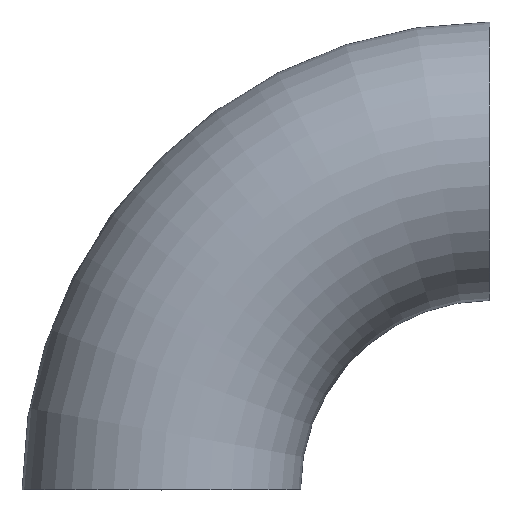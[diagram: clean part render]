
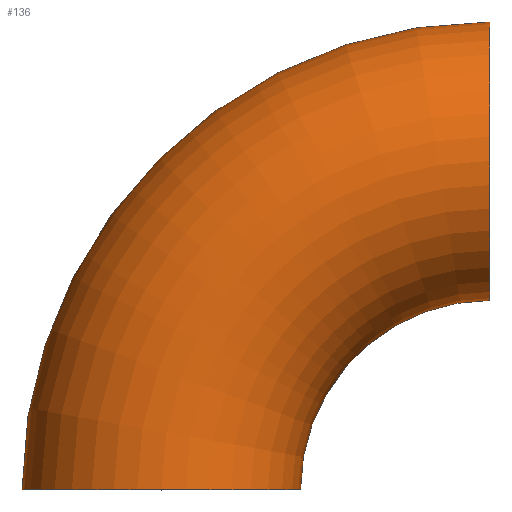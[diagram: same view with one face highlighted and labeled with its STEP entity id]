
A CAD part, top view. The second image highlights one B-rep face of the part: STEP entity #136.
In plain terms, the highlighted toroidal (fillet/blend) face has major radius 57 mm and minor radius 24.15 mm.
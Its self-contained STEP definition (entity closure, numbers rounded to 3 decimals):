
#2 = CARTESIAN_POINT ( 'NONE',  ( 57., 32.85, 0. ) ) ;
#3 = DIRECTION ( 'NONE',  ( 1., 0., 0. ) ) ;
#9 = ORIENTED_EDGE ( 'NONE', *, *, #99, .F. ) ;
#13 = CIRCLE ( 'NONE', #225, 32.85 ) ;
#25 = CARTESIAN_POINT ( 'NONE',  ( 57., 0., 0. ) ) ;
#26 = CARTESIAN_POINT ( 'NONE',  ( -24.15, 0., 0. ) ) ;
#36 = CIRCLE ( 'NONE', #142, 24.15 ) ;
#42 = CARTESIAN_POINT ( 'NONE',  ( 57., 57., 0. ) ) ;
#55 = CARTESIAN_POINT ( 'NONE',  ( 24.15, 0., 0. ) ) ;
#59 = VERTEX_POINT ( 'NONE', #55 ) ;
#62 = CARTESIAN_POINT ( 'NONE',  ( 0., 0., 0. ) ) ;
#78 = CARTESIAN_POINT ( 'NONE',  ( 57., 81.15, 0. ) ) ;
#79 = TOROIDAL_SURFACE ( 'NONE', #102, 57., 24.15 ) ;
#80 = DIRECTION ( 'NONE',  ( 0., 0., 1. ) ) ;
#83 = DIRECTION ( 'NONE',  ( 0., 1., 0. ) ) ;
#86 = VERTEX_POINT ( 'NONE', #78 ) ;
#97 = CARTESIAN_POINT ( 'NONE',  ( 57., 0., 0. ) ) ;
#99 = EDGE_CURVE ( 'NONE', #241, #59, #13, .T. ) ;
#102 = AXIS2_PLACEMENT_3D ( 'NONE', #97, #80, #3 ) ;
#117 = DIRECTION ( 'NONE',  ( 1., 0., 0. ) ) ;
#123 = DIRECTION ( 'NONE',  ( 0., 0., 1. ) ) ;
#136 = ADVANCED_FACE ( 'NONE', ( #160 ), #79, .T. ) ;
#138 = CIRCLE ( 'NONE', #172, 24.15 ) ;
#142 = AXIS2_PLACEMENT_3D ( 'NONE', #42, #154, #177 ) ;
#145 = ORIENTED_EDGE ( 'NONE', *, *, #199, .T. ) ;
#147 = ORIENTED_EDGE ( 'NONE', *, *, #197, .T. ) ;
#148 = AXIS2_PLACEMENT_3D ( 'NONE', #202, #159, #117 ) ;
#154 = DIRECTION ( 'NONE',  ( 1., 0., 0. ) ) ;
#155 = DIRECTION ( 'NONE',  ( 0., 0., 1. ) ) ;
#159 = DIRECTION ( 'NONE',  ( 0., 0., 1. ) ) ;
#160 = FACE_OUTER_BOUND ( 'NONE', #251, .T. ) ;
#171 = VERTEX_POINT ( 'NONE', #26 ) ;
#172 = AXIS2_PLACEMENT_3D ( 'NONE', #62, #83, #123 ) ;
#177 = DIRECTION ( 'NONE',  ( 0., 0., 1. ) ) ;
#183 = CIRCLE ( 'NONE', #148, 81.15 ) ;
#197 = EDGE_CURVE ( 'NONE', #171, #59, #138, .T. ) ;
#199 = EDGE_CURVE ( 'NONE', #86, #171, #183, .T. ) ;
#202 = CARTESIAN_POINT ( 'NONE',  ( 57., 0., 0. ) ) ;
#225 = AXIS2_PLACEMENT_3D ( 'NONE', #25, #155, #242 ) ;
#229 = ORIENTED_EDGE ( 'NONE', *, *, #237, .F. ) ;
#237 = EDGE_CURVE ( 'NONE', #86, #241, #36, .T. ) ;
#241 = VERTEX_POINT ( 'NONE', #2 ) ;
#242 = DIRECTION ( 'NONE',  ( 1., 0., 0. ) ) ;
#251 = EDGE_LOOP ( 'NONE', ( #229, #145, #147, #9 ) ) ;
